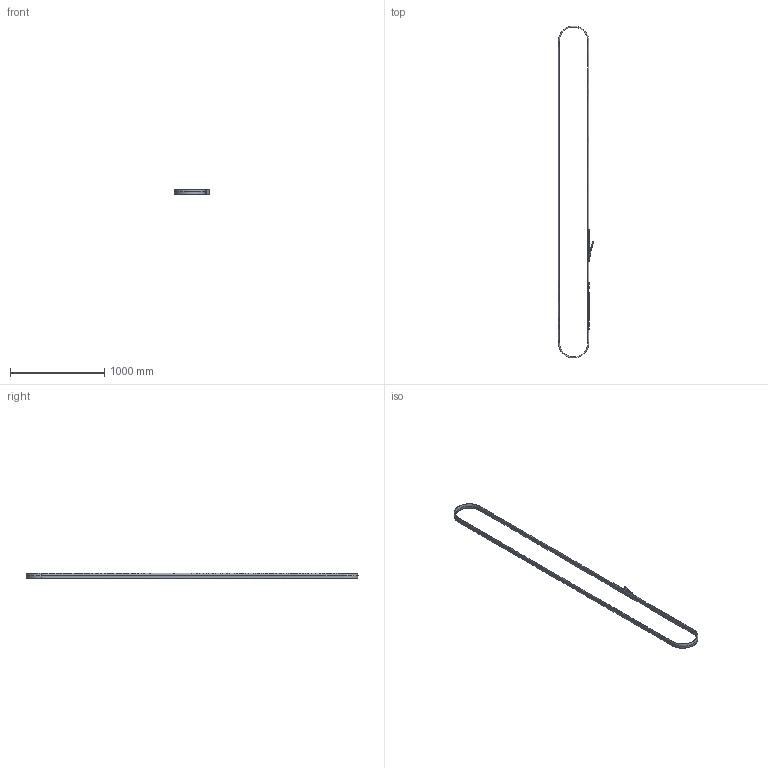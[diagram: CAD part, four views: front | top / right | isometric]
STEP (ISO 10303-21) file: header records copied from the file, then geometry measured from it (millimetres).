
FILE_DESCRIPTION(/* description */ (''),/* implementation_level */ '2;1');
FILE_NAME(/* name */ 'magnum_x10000',/* time_stamp */ '2015-09-16T13:15:46+03:00',/* author */ (''),/* organization */ (''),/* preprocessor_version */ 'ST-DEVELOPER v10',/* originating_system */ '',/* authorisation */ '');
FILE_SCHEMA (('AUTOMOTIVE_DESIGN_CC2'));
Length unit declared in the file: millimetre
Products named in the file (1): 1
Bounding box: 374.69 x 3523.61 x 63.29 mm (x, y, z)
Volume: 4046392.6 mm3; surface area: 1096705.1 mm2
Topology: 4 solids, 4 shells, 67 faces, 295 edges, 268 vertices
Faces by surface type: bspline 49, plane 18
Entity records: 8327 total; most frequent: CARTESIAN_POINT 6556, ORIENTED_EDGE 590, EDGE_CURVE 295, VERTEX_POINT 268, B_SPLINE_CURVE_WITH_KNOTS 222, EDGE_LOOP 105, ADVANCED_FACE 67, FACE_OUTER_BOUND 67
